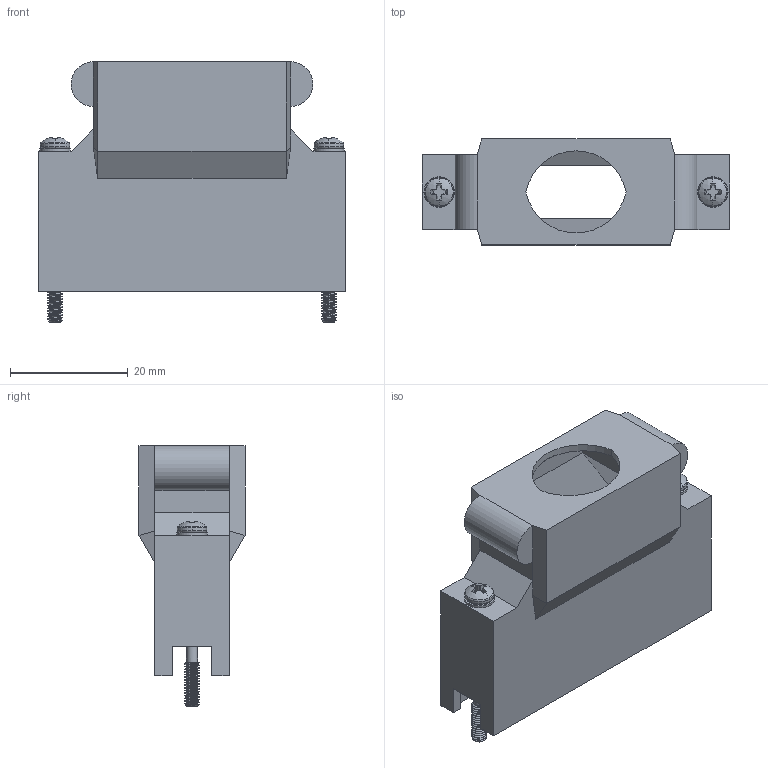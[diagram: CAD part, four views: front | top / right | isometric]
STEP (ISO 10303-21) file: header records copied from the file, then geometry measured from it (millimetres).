
FILE_DESCRIPTION(/* description */ (''),/* implementation_level */ '2;1');
FILE_NAME(/* name */ '10350-52A0-008.stp',/* time_stamp */ '2018-03-28T14:00:54-05:00',/* author */ (''),/* organization */ (''),/* preprocessor_version */ 'ST-DEVELOPER v16',/* originating_system */ 'SIEMENS PLM Software NX 11.0',/* authorisation */ '');
FILE_SCHEMA (('AUTOMOTIVE_DESIGN { 1 0 10303 214 3 1 1 1 }'));
Length unit declared in the file: millimetre
Products named in the file (1): us290BA847BFbbr3
Bounding box: 52.32 x 18.03 x 44.32 mm (x, y, z)
Volume: 14005.6 mm3; surface area: 9524.9 mm2
Topology: 1 solids, 3 shells, 321 faces, 889 edges, 579 vertices
Faces by surface type: cylinder 182, plane 103, cone 18, torus 8, bspline 6, sphere 4
Full cylindrical faces by diameter (mm): 1.9 x4, 3 x2, 5.2 x2
Entity records: 14002 total; most frequent: CARTESIAN_POINT 6562, ORIENTED_EDGE 1756, DIRECTION 1244, EDGE_CURVE 878, VERTEX_POINT 576, AXIS2_PLACEMENT_3D 446, LINE 352, VECTOR 352
